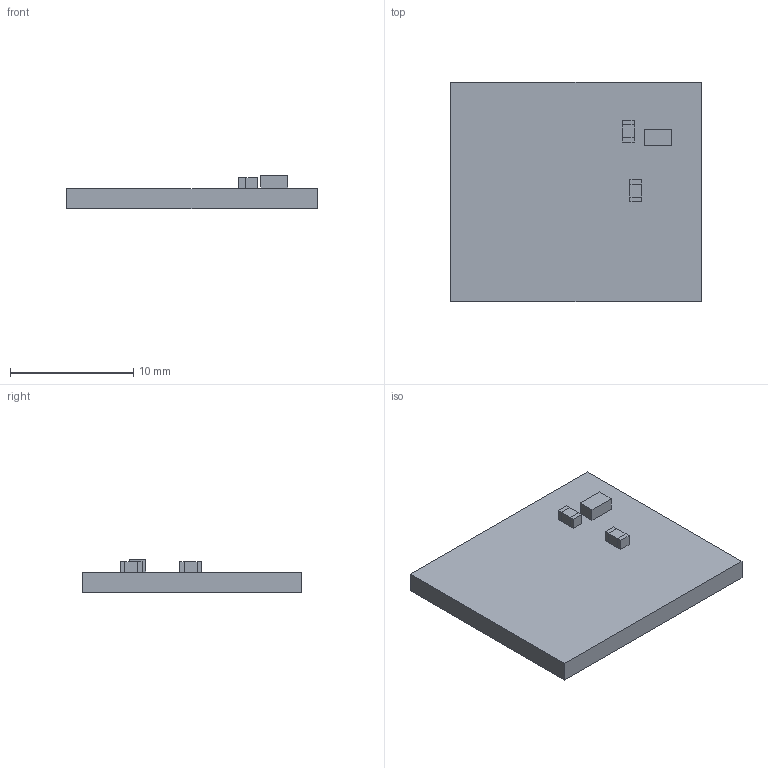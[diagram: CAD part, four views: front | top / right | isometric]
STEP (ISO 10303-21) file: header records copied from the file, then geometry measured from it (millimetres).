
FILE_DESCRIPTION(('Open CASCADE Model'),'2;1');
FILE_NAME('Open CASCADE Shape Model','2018-04-23T21:59:01',('Author'),( 'Open CASCADE'),'Open CASCADE STEP processor 6.5','Open CASCADE 6.5' ,'Unknown');
FILE_SCHEMA(('AUTOMOTIVE_DESIGN { 1 0 10303 214 1 1 1 1 }'));
Length unit declared in the file: millimetre
Products named in the file (11): PCB; Board; U2; 1310464720; Extruded; C1; 1189095552; 1189095680; C2
Assembly tree (14 placements, depth 4):
  PCB
    Board
    U2
      1310464720
        Extruded
    C1
      1189095552
        Extruded
      1189095680  x2
        Extruded
    C2
      1189095552
        Extruded
      1189095680  x2
        Extruded
Bounding box: 20.32 x 17.78 x 2.75 mm (x, y, z)
Volume: 600.8 mm3; surface area: 884.8 mm2
Topology: 8 solids, 8 shells, 48 faces, 96 edges, 64 vertices
Faces by surface type: plane 48
Entity records: 1496 total; most frequent: DIRECTION 222, CARTESIAN_POINT 215, LINE 144, VECTOR 144, ORIENTED_EDGE 96, PCURVE 96, DEFINITIONAL_REPRESENTATION 96, EDGE_CURVE 48
